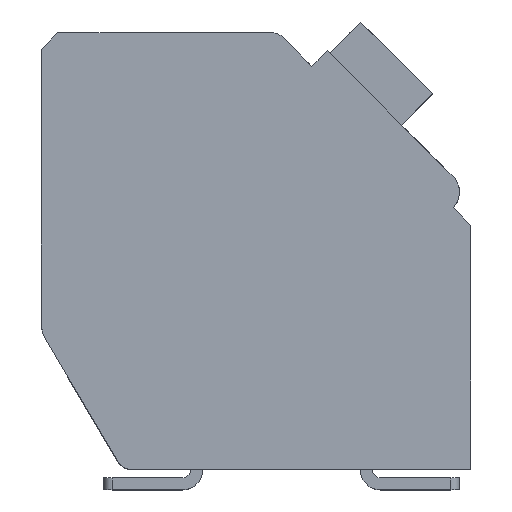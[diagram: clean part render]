
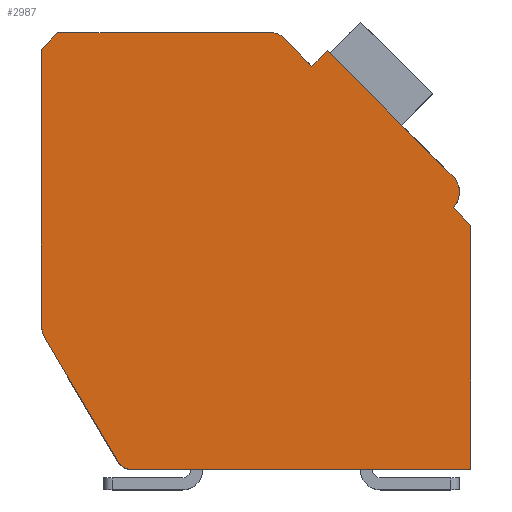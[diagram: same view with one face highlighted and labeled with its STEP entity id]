
A CAD part, top view. The second image highlights one B-rep face of the part: STEP entity #2987.
In plain terms, the highlighted planar face has unit normal (0, 0, 1).
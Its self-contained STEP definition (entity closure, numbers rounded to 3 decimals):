
#133=DIRECTION('',(0.,-1.,0.));
#134=VECTOR('',#133,8.053);
#135=CARTESIAN_POINT('',(-12.7,12.4,2.1));
#136=LINE('',#135,#134);
#137=DIRECTION('',(-0.707,-0.707,0.));
#138=VECTOR('',#137,0.707);
#139=CARTESIAN_POINT('',(-12.2,12.9,2.1));
#140=LINE('',#139,#138);
#141=DIRECTION('',(-1.,0.,0.));
#142=VECTOR('',#141,6.298);
#143=CARTESIAN_POINT('',(-5.902,12.9,2.1));
#144=LINE('',#143,#142);
#145=CARTESIAN_POINT('',(-5.902,12.4,2.1));
#146=DIRECTION('',(0.,0.,1.));
#147=DIRECTION('',(0.707,0.707,0.));
#148=AXIS2_PLACEMENT_3D('',#145,#146,#147);
#150=DIRECTION('',(-0.707,0.707,0.));
#151=VECTOR('',#150,1.197);
#152=CARTESIAN_POINT('',(-4.702,11.907,2.1));
#153=LINE('',#152,#151);
#154=DIRECTION('',(-0.707,-0.707,0.));
#155=VECTOR('',#154,0.65);
#156=CARTESIAN_POINT('',(-4.243,12.367,2.1));
#157=LINE('',#156,#155);
#158=DIRECTION('',(-0.707,0.707,0.));
#159=VECTOR('',#158,5.25);
#160=CARTESIAN_POINT('',(-0.53,8.655,2.1));
#161=LINE('',#160,#159);
#162=CARTESIAN_POINT('',(-0.99,8.195,2.1));
#163=DIRECTION('',(0.,0.,1.));
#164=DIRECTION('',(0.707,-0.707,0.));
#165=AXIS2_PLACEMENT_3D('',#162,#163,#164);
#167=DIRECTION('',(-0.707,0.707,0.));
#168=VECTOR('',#167,0.75);
#169=CARTESIAN_POINT('',(0.,7.205,2.1));
#170=LINE('',#169,#168);
#171=DIRECTION('',(0.,1.,0.));
#172=VECTOR('',#171,7.205);
#173=CARTESIAN_POINT('',(0.,0.,2.1));
#174=LINE('',#173,#172);
#175=DIRECTION('',(1.,0.,0.));
#176=VECTOR('',#175,10.014);
#177=CARTESIAN_POINT('',(-10.014,0.,2.1));
#178=LINE('',#177,#176);
#179=CARTESIAN_POINT('',(-10.014,0.5,2.1));
#180=DIRECTION('',(0.,0.,1.));
#181=DIRECTION('',(-0.862,-0.508,0.));
#182=AXIS2_PLACEMENT_3D('',#179,#180,#181);
#184=DIRECTION('',(0.508,-0.862,0.));
#185=VECTOR('',#184,4.17);
#186=CARTESIAN_POINT('',(-12.562,3.839,2.1));
#187=LINE('',#186,#185);
#188=CARTESIAN_POINT('',(-11.7,4.347,2.1));
#189=DIRECTION('',(0.,0.,1.));
#190=DIRECTION('',(-1.,0.,0.));
#191=AXIS2_PLACEMENT_3D('',#188,#189,#190);
#2197=CARTESIAN_POINT('',(-12.7,12.4,2.1));
#2198=CARTESIAN_POINT('',(-12.7,4.347,2.1));
#2199=VERTEX_POINT('',#2197);
#2200=VERTEX_POINT('',#2198);
#2201=CARTESIAN_POINT('',(-12.562,3.839,2.1));
#2202=VERTEX_POINT('',#2201);
#2203=CARTESIAN_POINT('',(-10.445,0.246,2.1));
#2204=VERTEX_POINT('',#2203);
#2205=CARTESIAN_POINT('',(-10.014,0.,2.1));
#2206=VERTEX_POINT('',#2205);
#2207=CARTESIAN_POINT('',(0.,0.,2.1));
#2208=VERTEX_POINT('',#2207);
#2209=CARTESIAN_POINT('',(0.,7.205,2.1));
#2210=VERTEX_POINT('',#2209);
#2211=CARTESIAN_POINT('',(-0.53,7.735,2.1));
#2212=VERTEX_POINT('',#2211);
#2213=CARTESIAN_POINT('',(-0.53,8.655,2.1));
#2214=VERTEX_POINT('',#2213);
#2215=CARTESIAN_POINT('',(-4.243,12.367,2.1));
#2216=VERTEX_POINT('',#2215);
#2217=CARTESIAN_POINT('',(-4.702,11.907,2.1));
#2218=VERTEX_POINT('',#2217);
#2219=CARTESIAN_POINT('',(-5.548,12.754,2.1));
#2220=VERTEX_POINT('',#2219);
#2221=CARTESIAN_POINT('',(-5.902,12.9,2.1));
#2222=VERTEX_POINT('',#2221);
#2223=CARTESIAN_POINT('',(-12.2,12.9,2.1));
#2224=VERTEX_POINT('',#2223);
#2954=CARTESIAN_POINT('',(0.,0.,2.1));
#2955=DIRECTION('',(0.,0.,1.));
#2956=DIRECTION('',(1.,0.,0.));
#2957=AXIS2_PLACEMENT_3D('',#2954,#2955,#2956);
#2958=PLANE('',#2957);
#2959=ORIENTED_EDGE('',*,*,#2868,.F.);
#2961=ORIENTED_EDGE('',*,*,#2960,.F.);
#2963=ORIENTED_EDGE('',*,*,#2962,.F.);
#2965=ORIENTED_EDGE('',*,*,#2964,.F.);
#2967=ORIENTED_EDGE('',*,*,#2966,.F.);
#2969=ORIENTED_EDGE('',*,*,#2968,.F.);
#2971=ORIENTED_EDGE('',*,*,#2970,.F.);
#2973=ORIENTED_EDGE('',*,*,#2972,.F.);
#2975=ORIENTED_EDGE('',*,*,#2974,.F.);
#2977=ORIENTED_EDGE('',*,*,#2976,.F.);
#2979=ORIENTED_EDGE('',*,*,#2978,.F.);
#2981=ORIENTED_EDGE('',*,*,#2980,.F.);
#2983=ORIENTED_EDGE('',*,*,#2982,.F.);
#2984=ORIENTED_EDGE('',*,*,#2917,.F.);
#2985=EDGE_LOOP('',(#2959,#2961,#2963,#2965,#2967,#2969,#2971,#2973,#2975,#2977,
#2979,#2981,#2983,#2984));
#2986=FACE_OUTER_BOUND('',#2985,.F.);
#149=CIRCLE('',#148,0.5);
#166=CIRCLE('',#165,0.65);
#183=CIRCLE('',#182,0.5);
#192=CIRCLE('',#191,1.);
#2868=EDGE_CURVE('',#2199,#2200,#136,.T.);
#2917=EDGE_CURVE('',#2200,#2202,#192,.T.);
#2960=EDGE_CURVE('',#2224,#2199,#140,.T.);
#2962=EDGE_CURVE('',#2222,#2224,#144,.T.);
#2964=EDGE_CURVE('',#2220,#2222,#149,.T.);
#2966=EDGE_CURVE('',#2218,#2220,#153,.T.);
#2968=EDGE_CURVE('',#2216,#2218,#157,.T.);
#2970=EDGE_CURVE('',#2214,#2216,#161,.T.);
#2972=EDGE_CURVE('',#2212,#2214,#166,.T.);
#2974=EDGE_CURVE('',#2210,#2212,#170,.T.);
#2976=EDGE_CURVE('',#2208,#2210,#174,.T.);
#2978=EDGE_CURVE('',#2206,#2208,#178,.T.);
#2980=EDGE_CURVE('',#2204,#2206,#183,.T.);
#2982=EDGE_CURVE('',#2202,#2204,#187,.T.);
#2987=ADVANCED_FACE('',(#2986),#2958,.T.);
